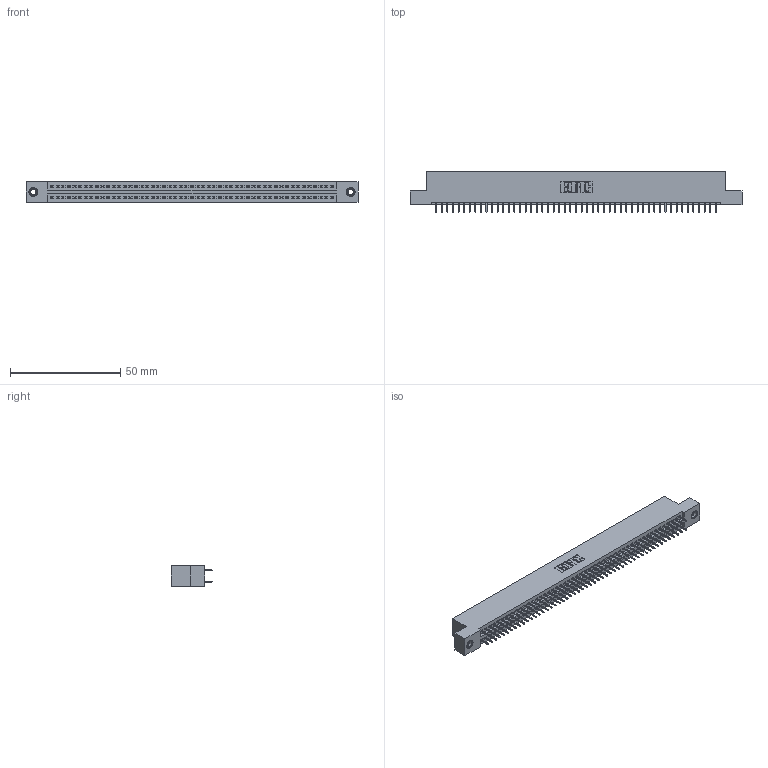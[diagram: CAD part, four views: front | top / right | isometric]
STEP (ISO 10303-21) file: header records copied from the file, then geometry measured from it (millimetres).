
FILE_DESCRIPTION (( 'STEP AP203' ), '1' );
FILE_NAME ('345-102-525-207.STEP', '2020-09-21T18:35:23', ( '' ), ( '' ), 'SwSTEP 2.0', 'SolidWorks 2020', '' );
FILE_SCHEMA (( 'CONFIG_CONTROL_DESIGN' ));
Length unit declared in the file: inch
Products named in the file (4): 345-250-001_345-250-005-103; 345-102-525-207; 345 Part_Flush Mounting Lugs - 0.156 Dia-TI; 345-292-001_345-293-125
Assembly tree (105 placements, depth 2):
  345-102-525-207
    345 Part_Flush Mounting Lugs - 0.156 Dia-TI
    345-292-001_345-293-125  x102
    345-250-001_345-250-005-103  x2
Bounding box: 150.75 x 18.72 x 9.4 mm (x, y, z)
Volume: 14546 mm3; surface area: 21197.8 mm2
Topology: 105 solids, 105 shells, 5694 faces, 16083 edges, 10306 vertices
Faces by surface type: plane 4090, cylinder 1588, cone 12, torus 4
Entity records: 40064 total; most frequent: CARTESIAN_POINT 6687, ORIENTED_EDGE 6614, DIRECTION 5913, EDGE_CURVE 3307, VECTOR 2955, LINE 2955, VERTEX_POINT 2196, AXIS2_PLACEMENT_3D 1479
